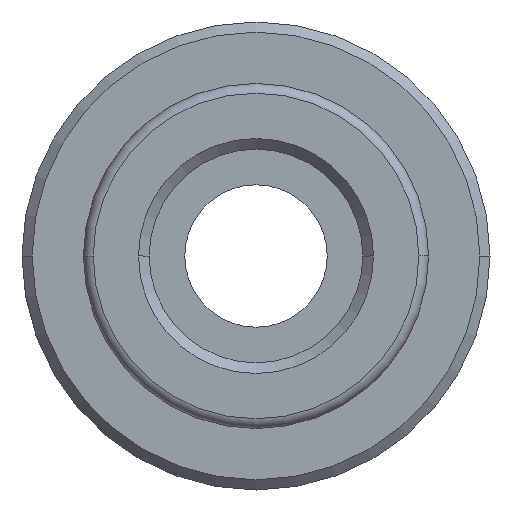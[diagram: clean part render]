
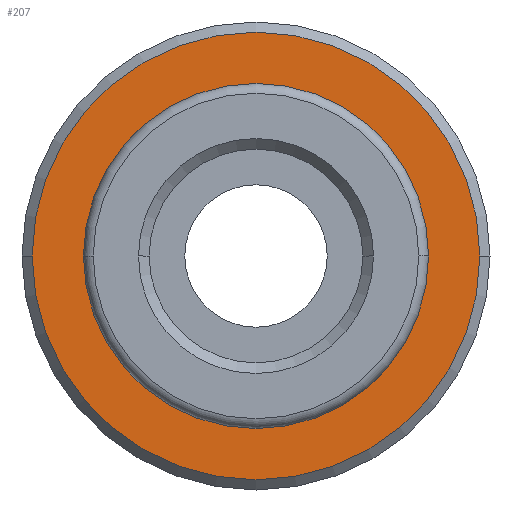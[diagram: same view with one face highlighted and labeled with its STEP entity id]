
A CAD part, front view. The second image highlights one B-rep face of the part: STEP entity #207.
In plain terms, the highlighted planar face has unit normal (0, -1, 0).
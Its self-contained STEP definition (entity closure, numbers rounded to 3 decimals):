
#207=ADVANCED_FACE('',(#475,#476),#477,.T.);
#475=FACE_OUTER_BOUND('',#810,.T.);
#476=FACE_BOUND('',#811,.T.);
#477=PLANE('',#812);
#810=EDGE_LOOP('',(#1341,#1342));
#811=EDGE_LOOP('',(#1343,#1344));
#812=AXIS2_PLACEMENT_3D('',#1345,#1346,#1347);
#1341=ORIENTED_EDGE('',*,*,#2039,.F.);
#1342=ORIENTED_EDGE('',*,*,#2040,.F.);
#1343=ORIENTED_EDGE('',*,*,#2041,.T.);
#1344=ORIENTED_EDGE('',*,*,#1947,.T.);
#1345=CARTESIAN_POINT('',(9.5,4.0,0.0));
#1346=DIRECTION('',(0.,-1.0,0.0));
#1347=DIRECTION('',(-1.0,0.,-0.0));
#1947=EDGE_CURVE('',#2322,#2320,#2323,.T.);
#2039=EDGE_CURVE('',#2456,#2457,#2458,.T.);
#2040=EDGE_CURVE('',#2457,#2456,#2459,.T.);
#2041=EDGE_CURVE('',#2320,#2322,#2460,.T.);
#2320=VERTEX_POINT('',#2880);
#2322=VERTEX_POINT('',#2883);
#2323=CIRCLE('',#2884,8.0);
#2456=VERTEX_POINT('',#3133);
#2457=VERTEX_POINT('',#3134);
#2458=CIRCLE('',#3135,11.0);
#2459=CIRCLE('',#3136,11.0);
#2460=CIRCLE('',#3137,8.0);
#2880=CARTESIAN_POINT('',(8.0,4.0,0.0));
#2883=CARTESIAN_POINT('',(-8.0,4.0,0.));
#2884=AXIS2_PLACEMENT_3D('',#3531,#3532,#3533);
#3133=CARTESIAN_POINT('',(11.0,4.0,0.0));
#3134=CARTESIAN_POINT('',(-11.0,4.0,0.));
#3135=AXIS2_PLACEMENT_3D('',#3655,#3656,#3657);
#3136=AXIS2_PLACEMENT_3D('',#3658,#3659,#3660);
#3137=AXIS2_PLACEMENT_3D('',#3661,#3662,#3663);
#3531=CARTESIAN_POINT('',(0.0,4.0,0.0));
#3532=DIRECTION('',(-0.0,1.0,0.0));
#3533=DIRECTION('',(1.0,0.0,0.0));
#3655=CARTESIAN_POINT('',(0.0,4.0,0.0));
#3656=DIRECTION('',(-0.0,1.0,0.0));
#3657=DIRECTION('',(1.0,0.0,0.0));
#3658=CARTESIAN_POINT('',(0.0,4.0,0.0));
#3659=DIRECTION('',(-0.0,1.0,0.0));
#3660=DIRECTION('',(1.0,0.0,0.0));
#3661=CARTESIAN_POINT('',(0.0,4.0,0.0));
#3662=DIRECTION('',(-0.0,1.0,0.0));
#3663=DIRECTION('',(1.0,0.0,0.0));
